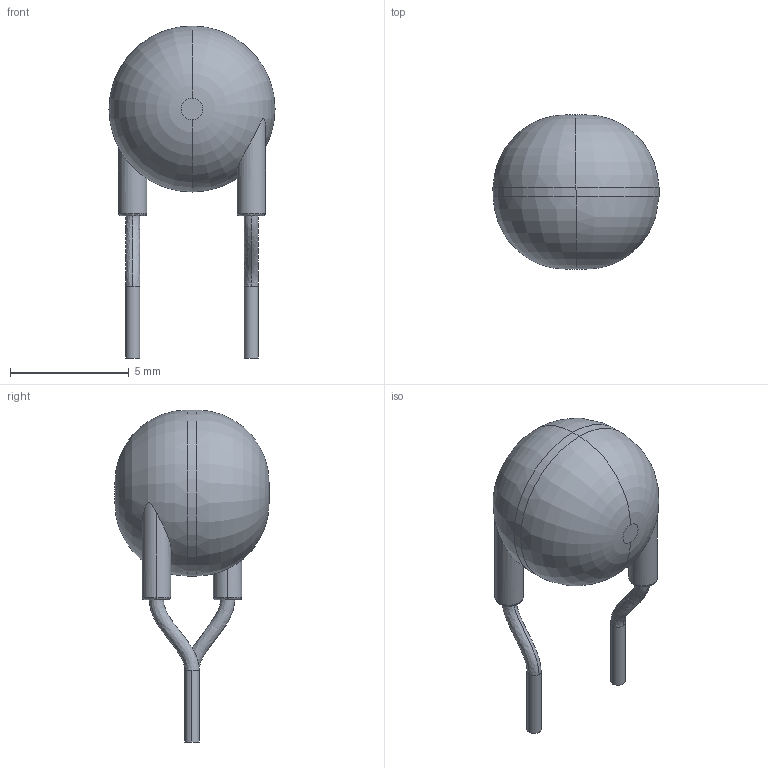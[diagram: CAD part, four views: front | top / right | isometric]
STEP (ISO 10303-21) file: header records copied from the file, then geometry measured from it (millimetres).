
FILE_DESCRIPTION (( 'STEP AP214' ), '1' );
FILE_NAME ('9D183985-3967-473F-B4DA-D2B46218ED48.STEP', '2024-03-15T20:13:29', ( '' ), ( '' ), 'SwSTEP 2.0', 'SolidWorks 2022', '' );
FILE_SCHEMA (( 'AUTOMOTIVE_DESIGN' ));
Length unit declared in the file: millimetre
Products named in the file (1): 9D183985-3967-473F-B4DA-D2B46218ED48
Bounding box: 7 x 6.5 x 14 mm (x, y, z)
Volume: 188.9 mm3; surface area: 196.2 mm2
Topology: 1 solids, 1 shells, 28 faces, 66 edges, 44 vertices
Faces by surface type: cylinder 10, bspline 8, plane 6, torus 4
Entity records: 1760 total; most frequent: CARTESIAN_POINT 815, ORIENTED_EDGE 132, DIRECTION 124, EDGE_CURVE 66, AXIS2_PLACEMENT_3D 57, VERTEX_POINT 44, CIRCLE 36, EDGE_LOOP 32
